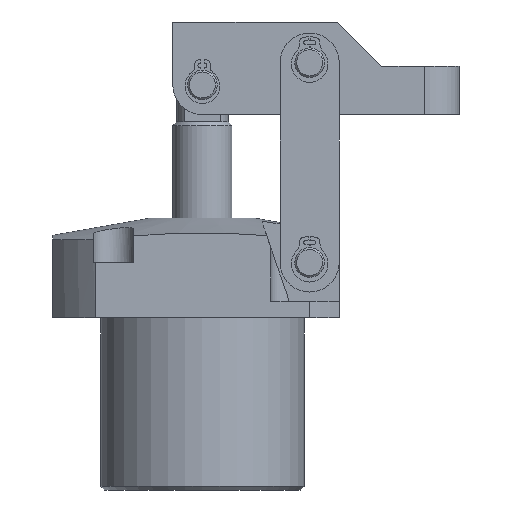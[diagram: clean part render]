
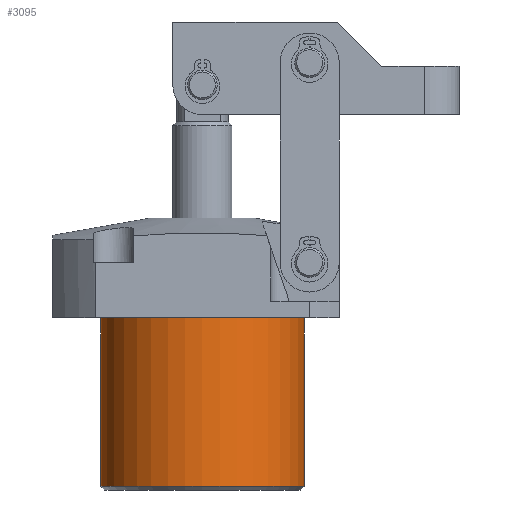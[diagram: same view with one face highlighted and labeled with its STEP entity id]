
A CAD part, front view. The second image highlights one B-rep face of the part: STEP entity #3095.
In plain terms, the highlighted cylindrical face has radius 27.5 mm (diameter 55 mm), a partial arc.
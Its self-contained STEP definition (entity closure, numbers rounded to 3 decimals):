
#1254 = LINE ( 'NONE', #6706, #1260 ) ;
#1260 = VECTOR ( 'NONE', #6699, 1000. ) ;
#1261 = LINE ( 'NONE', #6701, #1263 ) ;
#1263 = VECTOR ( 'NONE', #6707, 1000. ) ;
#1462 = ORIENTED_EDGE ( 'NONE', *, *, #4675, .F. ) ;
#1463 = ORIENTED_EDGE ( 'NONE', *, *, #4838, .T. ) ;
#1464 = ORIENTED_EDGE ( 'NONE', *, *, #4677, .T. ) ;
#1465 = ORIENTED_EDGE ( 'NONE', *, *, #4769, .T. ) ;
#2021 = CARTESIAN_POINT ( 'NONE',  ( 27.5, 0., 0. ) ) ;
#2434 = AXIS2_PLACEMENT_3D ( 'NONE', #6749, #6747, #6746 ) ;
#2452 = AXIS2_PLACEMENT_3D ( 'NONE', #3851, #3850, #3847 ) ;
#2545 = AXIS2_PLACEMENT_3D ( 'NONE', #4094, #4096, #4106 ) ;
#2813 = CARTESIAN_POINT ( 'NONE',  ( -27.5, 0., 0. ) ) ;
#2834 = CARTESIAN_POINT ( 'NONE',  ( -27.5, 0., -45.5 ) ) ;
#2862 = CARTESIAN_POINT ( 'NONE',  ( 27.5, 0., -45.5 ) ) ;
#3095 = ADVANCED_FACE ( 'NONE', ( #7185 ), #7190, .T. ) ;
#3847 = DIRECTION ( 'NONE',  ( 1., 0., 0. ) ) ;
#3850 = DIRECTION ( 'NONE',  ( 0., 0., -1. ) ) ;
#3851 = CARTESIAN_POINT ( 'NONE',  ( 0., 0., 0. ) ) ;
#4094 = CARTESIAN_POINT ( 'NONE',  ( 0., 0., -46.5 ) ) ;
#4096 = DIRECTION ( 'NONE',  ( 0., 0., 1. ) ) ;
#4106 = DIRECTION ( 'NONE',  ( 1., 0., 0. ) ) ;
#4675 = EDGE_CURVE ( 'NONE', #6532, #6551, #1254, .T. ) ;
#4677 = EDGE_CURVE ( 'NONE', #6510, #7804, #1261, .T. ) ;
#4769 = EDGE_CURVE ( 'NONE', #7804, #6551, #8918, .T. ) ;
#4838 = EDGE_CURVE ( 'NONE', #6532, #6510, #9020, .T. ) ;
#6510 = VERTEX_POINT ( 'NONE', #2862 ) ;
#6532 = VERTEX_POINT ( 'NONE', #2834 ) ;
#6551 = VERTEX_POINT ( 'NONE', #2813 ) ;
#6699 = DIRECTION ( 'NONE',  ( 0., 0., 1. ) ) ;
#6701 = CARTESIAN_POINT ( 'NONE',  ( 27.5, 0., -46.5 ) ) ;
#6706 = CARTESIAN_POINT ( 'NONE',  ( -27.5, 0., -46.5 ) ) ;
#6707 = DIRECTION ( 'NONE',  ( 0., 0., 1. ) ) ;
#6746 = DIRECTION ( 'NONE',  ( -1., 0., 0. ) ) ;
#6747 = DIRECTION ( 'NONE',  ( 0., 0., 1. ) ) ;
#6749 = CARTESIAN_POINT ( 'NONE',  ( 0., 0., -45.5 ) ) ;
#7185 = FACE_OUTER_BOUND ( 'NONE', #8149, .T. ) ;
#7190 = CYLINDRICAL_SURFACE ( 'NONE', #2545, 27.5 ) ;
#7804 = VERTEX_POINT ( 'NONE', #2021 ) ;
#8149 = EDGE_LOOP ( 'NONE', ( #1462, #1463, #1464, #1465 ) ) ;
#8918 = CIRCLE ( 'NONE', #2452, 27.5 ) ;
#9020 = CIRCLE ( 'NONE', #2434, 27.5 ) ;
